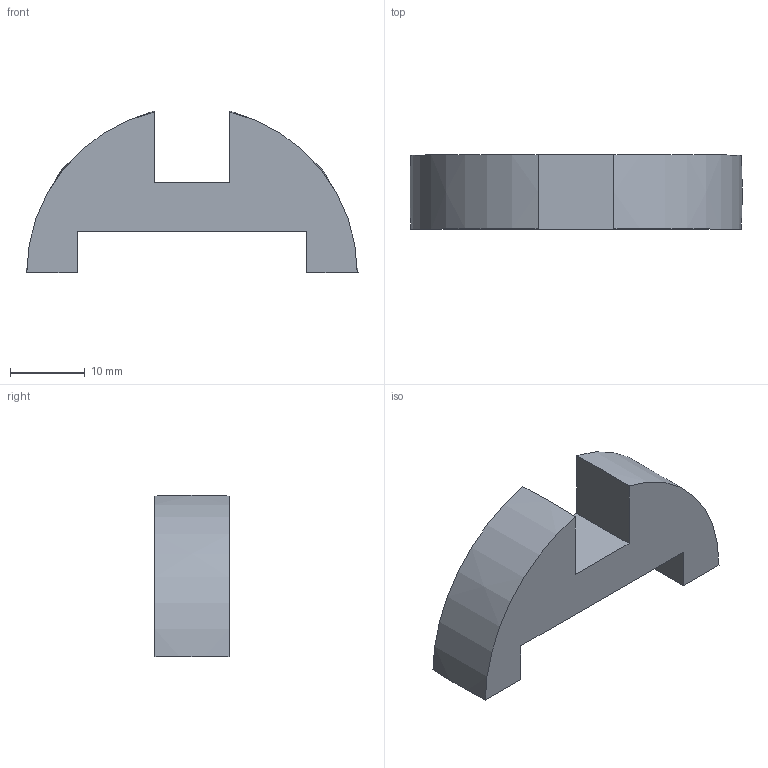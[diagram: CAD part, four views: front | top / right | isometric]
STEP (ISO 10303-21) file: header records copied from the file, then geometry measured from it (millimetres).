
FILE_DESCRIPTION(/* description */ (''),/* implementation_level */ '2;1');
FILE_NAME(/* name */ 'Barrel3.stp',/* time_stamp */ '2019-07-15T20:25:11-04:00',/* author */ ('Mark'),/* organization */ (''),/* preprocessor_version */ 'ST-DEVELOPER v16.1',/* originating_system */ 'Autodesk Inventor 2016',/* authorisation */ '');
FILE_SCHEMA (('AUTOMOTIVE_DESIGN { 1 0 10303 214 3 1 1 }'));
Length unit declared in the file: inch
Products named in the file (1): Barrel3
Bounding box: 44.41 x 9.91 x 21.63 mm (x, y, z)
Volume: 4973.7 mm3; surface area: 2422 mm2
Topology: 1 solids, 1 shells, 12 faces, 30 edges, 20 vertices
Faces by surface type: plane 10, bspline 2
Entity records: 400 total; most frequent: CARTESIAN_POINT 89, ORIENTED_EDGE 60, DIRECTION 56, EDGE_CURVE 30, LINE 22, VECTOR 22, VERTEX_POINT 20, AXIS2_PLACEMENT_3D 17
